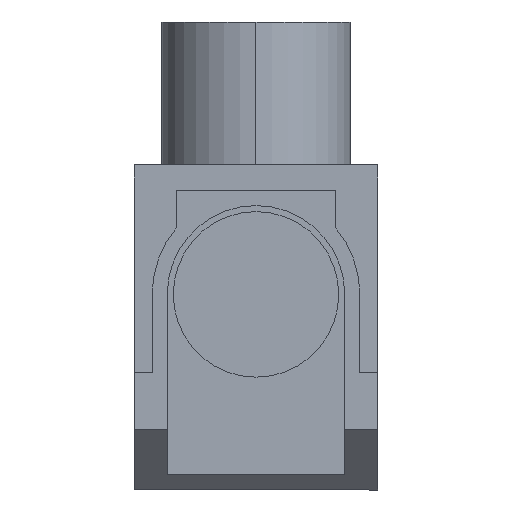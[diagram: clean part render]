
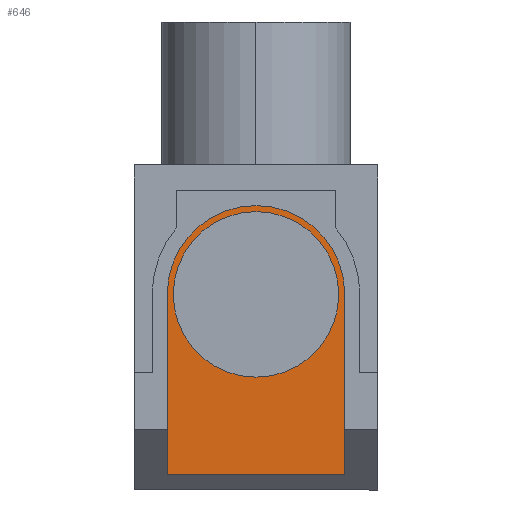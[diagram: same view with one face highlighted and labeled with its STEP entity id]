
A CAD part, front view. The second image highlights one B-rep face of the part: STEP entity #646.
In plain terms, the highlighted planar face has unit normal (0, -1, 0).
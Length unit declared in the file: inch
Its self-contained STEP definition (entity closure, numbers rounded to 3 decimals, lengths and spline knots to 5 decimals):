
#15 = DIRECTION ( 'NONE',  ( 0., 1., 0. ) ) ;
#54 = VERTEX_POINT ( 'NONE', #2469 ) ;
#80 = AXIS2_PLACEMENT_3D ( 'NONE', #989, #15, #799 ) ;
#90 = ORIENTED_EDGE ( 'NONE', *, *, #2116, .T. ) ;
#133 = ORIENTED_EDGE ( 'NONE', *, *, #2211, .T. ) ;
#176 = CARTESIAN_POINT ( 'NONE',  ( 0.3189, 0.35433, 0.29528 ) ) ;
#188 = DIRECTION ( 'NONE',  ( 1., 0., 0. ) ) ;
#248 = AXIS2_PLACEMENT_3D ( 'NONE', #1759, #1737, #787 ) ;
#258 = EDGE_CURVE ( 'NONE', #1443, #1091, #534, .T. ) ;
#282 = ORIENTED_EDGE ( 'NONE', *, *, #865, .T. ) ;
#303 = DIRECTION ( 'NONE',  ( 0., 0., 1. ) ) ;
#332 = CARTESIAN_POINT ( 'NONE',  ( 0.08661, 0.35433, 0.51181 ) ) ;
#409 = AXIS2_PLACEMENT_3D ( 'NONE', #1915, #889, #303 ) ;
#462 = ORIENTED_EDGE ( 'NONE', *, *, #1254, .T. ) ;
#492 = EDGE_CURVE ( 'NONE', #54, #494, #1511, .T. ) ;
#494 = VERTEX_POINT ( 'NONE', #332 ) ;
#503 = CARTESIAN_POINT ( 'NONE',  ( 0.3189, 0.35433, 0.51181 ) ) ;
#534 = CIRCLE ( 'NONE', #80, 0.21654 ) ;
#551 = CARTESIAN_POINT ( 'NONE',  ( 0.55118, 0.35433, 0.51181 ) ) ;
#611 = CIRCLE ( 'NONE', #1009, 0.21654 ) ;
#646 = ADVANCED_FACE ( 'NONE', ( #2118, #1929 ), #977, .T. ) ;
#738 = ORIENTED_EDGE ( 'NONE', *, *, #1629, .T. ) ;
#787 = DIRECTION ( 'NONE',  ( 0., 0., -1. ) ) ;
#794 = CARTESIAN_POINT ( 'NONE',  ( 0.3189, 0.35433, 0.51181 ) ) ;
#799 = DIRECTION ( 'NONE',  ( 0., 0., 1. ) ) ;
#865 = EDGE_CURVE ( 'NONE', #1091, #1443, #611, .T. ) ;
#886 = DIRECTION ( 'NONE',  ( 0., 0., 1. ) ) ;
#889 = DIRECTION ( 'NONE',  ( 0., -1., 0. ) ) ;
#908 = CARTESIAN_POINT ( 'NONE',  ( 0.3189, 0.35433, 0.72835 ) ) ;
#924 = LINE ( 'NONE', #1536, #2478 ) ;
#956 = CARTESIAN_POINT ( 'NONE',  ( 0.08661, 0.35433, 0.51181 ) ) ;
#977 = PLANE ( 'NONE',  #248 ) ;
#989 = CARTESIAN_POINT ( 'NONE',  ( 0.3189, 0.35433, 0.51181 ) ) ;
#1009 = AXIS2_PLACEMENT_3D ( 'NONE', #503, #1459, #886 ) ;
#1091 = VERTEX_POINT ( 'NONE', #176 ) ;
#1164 = VERTEX_POINT ( 'NONE', #1239 ) ;
#1190 = DIRECTION ( 'NONE',  ( 0., -1., 0. ) ) ;
#1239 = CARTESIAN_POINT ( 'NONE',  ( 0.08661, 0.35433, 0.03937 ) ) ;
#1241 = ORIENTED_EDGE ( 'NONE', *, *, #492, .T. ) ;
#1254 = EDGE_CURVE ( 'NONE', #494, #1164, #1543, .T. ) ;
#1400 = EDGE_LOOP ( 'NONE', ( #90, #738, #1241, #462, #133 ) ) ;
#1409 = AXIS2_PLACEMENT_3D ( 'NONE', #794, #1190, #1971 ) ;
#1443 = VERTEX_POINT ( 'NONE', #908 ) ;
#1454 = CARTESIAN_POINT ( 'NONE',  ( 0.55118, 0.35433, 0.03937 ) ) ;
#1459 = DIRECTION ( 'NONE',  ( 0., 1., 0. ) ) ;
#1511 = CIRCLE ( 'NONE', #409, 0.23228 ) ;
#1535 = CIRCLE ( 'NONE', #1409, 0.23228 ) ;
#1536 = CARTESIAN_POINT ( 'NONE',  ( 0.55118, 0.35433, 0. ) ) ;
#1543 = LINE ( 'NONE', #956, #1994 ) ;
#1565 = EDGE_LOOP ( 'NONE', ( #2310, #282 ) ) ;
#1593 = LINE ( 'NONE', #1938, #2388 ) ;
#1629 = EDGE_CURVE ( 'NONE', #2025, #54, #1535, .T. ) ;
#1707 = DIRECTION ( 'NONE',  ( 0., 0., 1. ) ) ;
#1737 = DIRECTION ( 'NONE',  ( 0., -1., 0. ) ) ;
#1759 = CARTESIAN_POINT ( 'NONE',  ( 0.59449, 0.35433, 0.23622 ) ) ;
#1915 = CARTESIAN_POINT ( 'NONE',  ( 0.3189, 0.35433, 0.51181 ) ) ;
#1929 = FACE_OUTER_BOUND ( 'NONE', #1400, .T. ) ;
#1938 = CARTESIAN_POINT ( 'NONE',  ( 0.3189, 0.35433, 0.03937 ) ) ;
#1971 = DIRECTION ( 'NONE',  ( 0., 0., 1. ) ) ;
#1994 = VECTOR ( 'NONE', #2327, 39.37008 ) ;
#2025 = VERTEX_POINT ( 'NONE', #551 ) ;
#2116 = EDGE_CURVE ( 'NONE', #2309, #2025, #924, .T. ) ;
#2118 = FACE_BOUND ( 'NONE', #1565, .T. ) ;
#2211 = EDGE_CURVE ( 'NONE', #1164, #2309, #1593, .T. ) ;
#2309 = VERTEX_POINT ( 'NONE', #1454 ) ;
#2310 = ORIENTED_EDGE ( 'NONE', *, *, #258, .T. ) ;
#2327 = DIRECTION ( 'NONE',  ( 0., 0., -1. ) ) ;
#2388 = VECTOR ( 'NONE', #188, 39.37008 ) ;
#2469 = CARTESIAN_POINT ( 'NONE',  ( 0.3189, 0.35433, 0.74409 ) ) ;
#2478 = VECTOR ( 'NONE', #1707, 39.37008 ) ;
